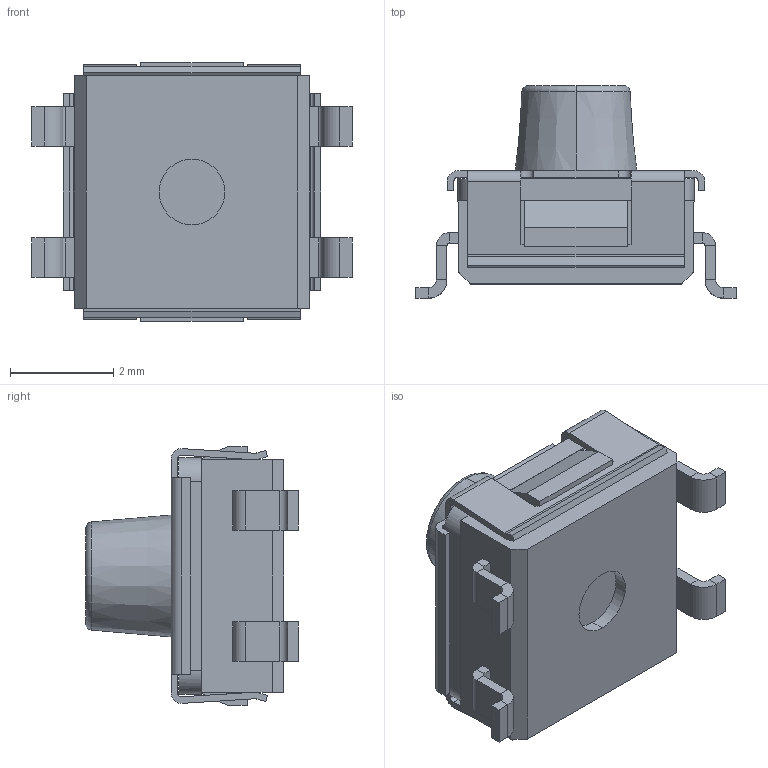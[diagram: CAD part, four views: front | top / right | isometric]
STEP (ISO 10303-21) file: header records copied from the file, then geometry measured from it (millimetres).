
FILE_DESCRIPTION(('FreeCAD Model'),'2;1');
FILE_NAME('30791-40000-LID.step', '2017-06-30T22:11:30',('kicad StepUp'),('ksu MCAD'), 'Open CASCADE STEP processor 6.8','FreeCAD','Unknown');
FILE_SCHEMA(('AUTOMOTIVE_DESIGN_CC2 { 1 2 10303 214 -1 1 5 4 }'));
Length unit declared in the file: millimetre
Products named in the file (2): ASSEMBLY; 30791-40000-LID
Assembly tree (1 placements, depth 2):
  ASSEMBLY
    30791-40000-LID
Bounding box: 6.2 x 4.11 x 5 mm (x, y, z)
Volume: 53.1 mm3; surface area: 173.5 mm2
Topology: 1 solids, 10 shells, 386 faces, 993 edges, 636 vertices
Faces by surface type: plane 317, cylinder 56, torus 9, cone 4
Entity records: 11595 total; most frequent: CARTESIAN_POINT 2054, ORIENTED_EDGE 1986, DIRECTION 1914, EDGE_CURVE 993, LINE 846, VECTOR 846, VERTEX_POINT 636, AXIS2_PLACEMENT_3D 534
